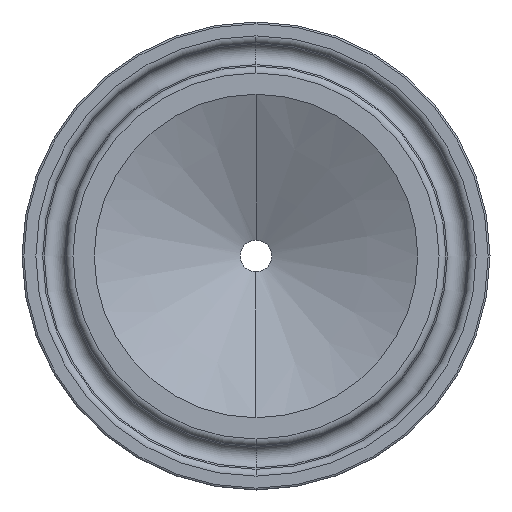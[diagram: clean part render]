
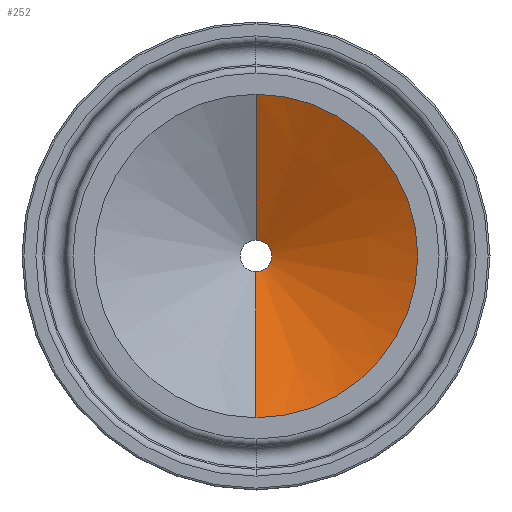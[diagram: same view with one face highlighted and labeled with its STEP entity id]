
A CAD part, left-side view. The second image highlights one B-rep face of the part: STEP entity #252.
In plain terms, the highlighted conical face has half-angle 64.953 degrees and reference radius 17.45 mm.
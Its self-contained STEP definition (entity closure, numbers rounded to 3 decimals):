
#48 = DIRECTION ( 'NONE',  ( -0.423, 0., -0.906 ) ) ;
#50 = CARTESIAN_POINT ( 'NONE',  ( 0., 0., -17.45 ) ) ;
#79 = VERTEX_POINT ( 'NONE', #330 ) ;
#154 = EDGE_CURVE ( 'NONE', #1034, #913, #858, .T. ) ;
#178 = CARTESIAN_POINT ( 'NONE',  ( 0., 0., 0. ) ) ;
#219 = ORIENTED_EDGE ( 'NONE', *, *, #984, .F. ) ;
#243 = AXIS2_PLACEMENT_3D ( 'NONE', #538, #532, #261 ) ;
#252 = ADVANCED_FACE ( 'NONE', ( #1155 ), #267, .F. ) ;
#261 = DIRECTION ( 'NONE',  ( 0., 0., -1. ) ) ;
#267 = CONICAL_SURFACE ( 'NONE', #983, 17.45, 1.134 ) ;
#295 = VERTEX_POINT ( 'NONE', #891 ) ;
#330 = CARTESIAN_POINT ( 'NONE',  ( 0., 0., 17.45 ) ) ;
#336 = ORIENTED_EDGE ( 'NONE', *, *, #154, .T. ) ;
#339 = DIRECTION ( 'NONE',  ( 0., 0., 1. ) ) ;
#351 = ORIENTED_EDGE ( 'NONE', *, *, #527, .F. ) ;
#398 = CIRCLE ( 'NONE', #856, 17.45 ) ;
#444 = CARTESIAN_POINT ( 'NONE',  ( 0., 0., 17.45 ) ) ;
#453 = DIRECTION ( 'NONE',  ( -0.423, 0., 0.906 ) ) ;
#473 = VECTOR ( 'NONE', #453, 1000. ) ;
#527 = EDGE_CURVE ( 'NONE', #79, #913, #398, .T. ) ;
#532 = DIRECTION ( 'NONE',  ( 1., 0., 0. ) ) ;
#538 = CARTESIAN_POINT ( 'NONE',  ( 7.36, 0., 0. ) ) ;
#626 = VECTOR ( 'NONE', #48, 1000. ) ;
#647 = DIRECTION ( 'NONE',  ( 0., 0., -1. ) ) ;
#703 = ORIENTED_EDGE ( 'NONE', *, *, #986, .T. ) ;
#770 = EDGE_LOOP ( 'NONE', ( #703, #336, #351, #219 ) ) ;
#856 = AXIS2_PLACEMENT_3D ( 'NONE', #178, #1096, #647 ) ;
#857 = CIRCLE ( 'NONE', #243, 1.7 ) ;
#858 = LINE ( 'NONE', #1135, #626 ) ;
#891 = CARTESIAN_POINT ( 'NONE',  ( 7.36, 0., 1.7 ) ) ;
#896 = CARTESIAN_POINT ( 'NONE',  ( 0., 0., 0. ) ) ;
#899 = CARTESIAN_POINT ( 'NONE',  ( 7.36, 0., -1.7 ) ) ;
#913 = VERTEX_POINT ( 'NONE', #50 ) ;
#983 = AXIS2_PLACEMENT_3D ( 'NONE', #896, #1160, #339 ) ;
#984 = EDGE_CURVE ( 'NONE', #295, #79, #1078, .T. ) ;
#986 = EDGE_CURVE ( 'NONE', #295, #1034, #857, .T. ) ;
#1034 = VERTEX_POINT ( 'NONE', #899 ) ;
#1078 = LINE ( 'NONE', #444, #473 ) ;
#1096 = DIRECTION ( 'NONE',  ( 1., 0., 0. ) ) ;
#1135 = CARTESIAN_POINT ( 'NONE',  ( 0., 0., -17.45 ) ) ;
#1155 = FACE_OUTER_BOUND ( 'NONE', #770, .T. ) ;
#1160 = DIRECTION ( 'NONE',  ( -1., 0., 0. ) ) ;
